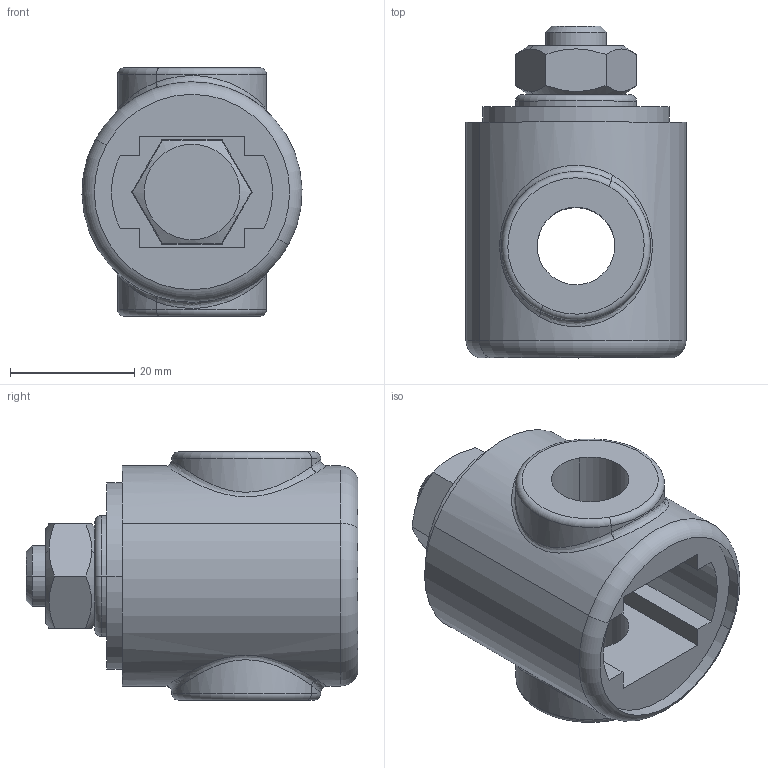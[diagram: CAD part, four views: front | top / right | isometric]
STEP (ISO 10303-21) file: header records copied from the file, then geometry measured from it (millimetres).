
FILE_DESCRIPTION(('CATIA V5 STEP Exchange'),'2;1');
FILE_NAME('210ICBSLU.stp','2017-12-29T08:45:03+00:00',('none'),('none'),'CATIA Version 5 Release 21 GA (IN-10)','CATIA V5 STEP AP203','none');
FILE_SCHEMA(('CONFIG_CONTROL_DESIGN'));
Length unit declared in the file: millimetre
Products named in the file (1): 210ICBSLU
Bounding box: 35.49 x 53.5 x 40 mm (x, y, z)
Volume: 29004.6 mm3; surface area: 13061 mm2
Topology: 4 solids, 4 shells, 117 faces, 268 edges, 152 vertices
Faces by surface type: plane 35, cylinder 32, bspline 32, cone 10, torus 8
Entity records: 5680 total; most frequent: CARTESIAN_POINT 3472, ORIENTED_EDGE 512, DIRECTION 282, EDGE_CURVE 256, VERTEX_POINT 152, AXIS2_PLACEMENT_3D 136, EDGE_LOOP 132, ADVANCED_FACE 117
